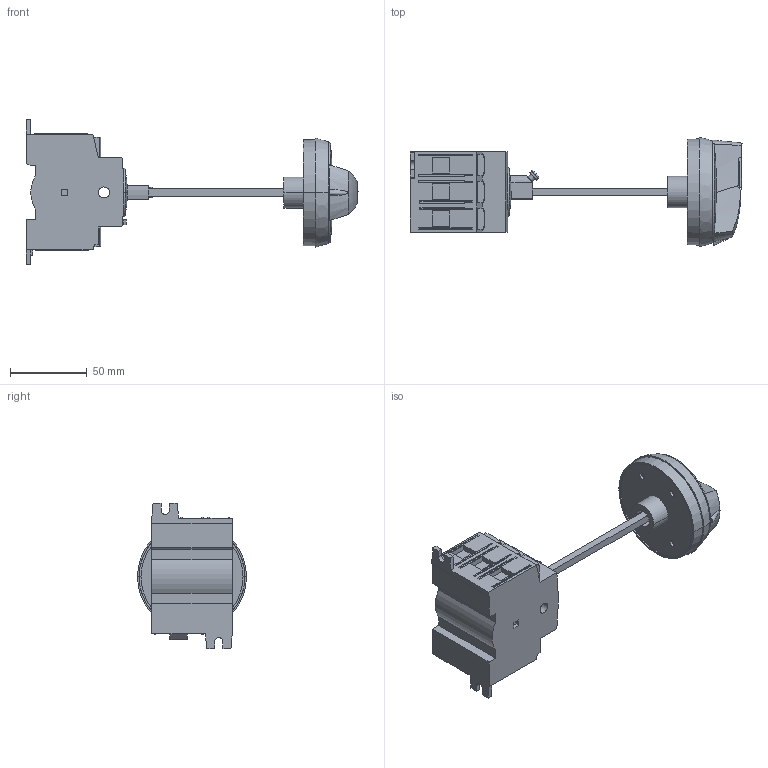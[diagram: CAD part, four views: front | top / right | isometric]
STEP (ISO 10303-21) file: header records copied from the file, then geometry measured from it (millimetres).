
FILE_DESCRIPTION (( 'STEP AP214' ), '1' );
FILE_NAME ('22003009.step', '2018-06-04T13:00:54', ( '' ), ( '' ), 'SwSTEP 2.0', 'SolidWorks 2017', '' );
FILE_SCHEMA (( 'AUTOMOTIVE_DESIGN' ));
Length unit declared in the file: inch
Products named in the file (1): 22003009
Bounding box: 216.4 x 71.11 x 94.6 mm (x, y, z)
Volume: 307898.2 mm3; surface area: 48988.7 mm2
Topology: 6 solids, 6 shells, 371 faces, 949 edges, 626 vertices
Faces by surface type: plane 256, cylinder 64, bspline 34, cone 11, torus 6
Entity records: 23411 total; most frequent: CARTESIAN_POINT 14714, ORIENTED_EDGE 1894, DIRECTION 1548, EDGE_CURVE 947, LINE 632, VECTOR 632, VERTEX_POINT 626, AXIS2_PLACEMENT_3D 458
